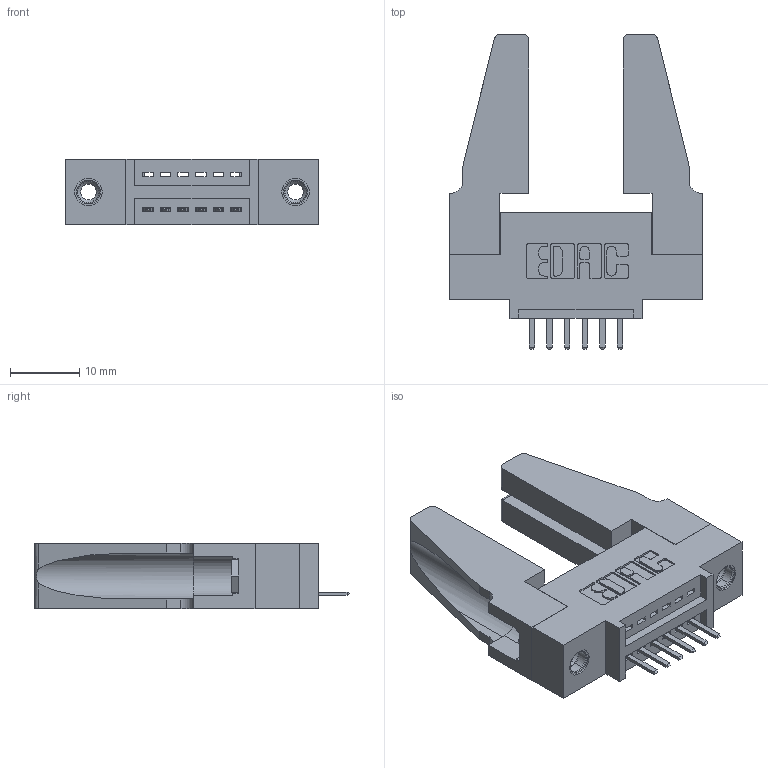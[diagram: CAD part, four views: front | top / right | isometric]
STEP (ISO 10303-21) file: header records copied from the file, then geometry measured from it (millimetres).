
FILE_DESCRIPTION (( 'STEP AP203' ), '1' );
FILE_NAME ('345-006-520-488.STEP', '2019-10-03T15:13:14', ( '' ), ( '' ), 'SwSTEP 2.0', 'SolidWorks 2016', '' );
FILE_SCHEMA (( 'CONFIG_CONTROL_DESIGN' ));
Length unit declared in the file: inch
Products named in the file (5): 345-250-001_345-250-001-102; 345-220-078_345-220-088; 345-006-520-488; 345 Part_0.110 Offset - 0.156 Dia-TH; 345-292-001_345-293-120
Assembly tree (11 placements, depth 2):
  345-006-520-488
    345 Part_0.110 Offset - 0.156 Dia-TH
    345-292-001_345-293-120  x6
    345-250-001_345-250-001-102  x2
    345-220-078_345-220-088  x2
Bounding box: 36.47 x 45.34 x 9.4 mm (x, y, z)
Volume: 6331.4 mm3; surface area: 6756.9 mm2
Topology: 11 solids, 11 shells, 626 faces, 1771 edges, 1154 vertices
Faces by surface type: plane 408, cylinder 202, cone 12, torus 4
Entity records: 11756 total; most frequent: CARTESIAN_POINT 2040, ORIENTED_EDGE 1928, DIRECTION 1828, EDGE_CURVE 964, LINE 762, VECTOR 762, VERTEX_POINT 634, AXIS2_PLACEMENT_3D 533
